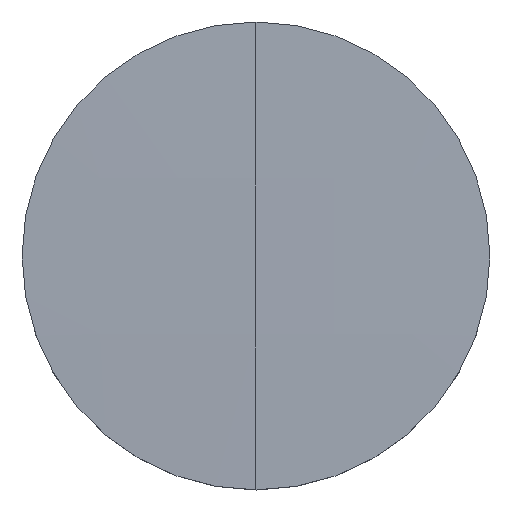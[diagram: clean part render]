
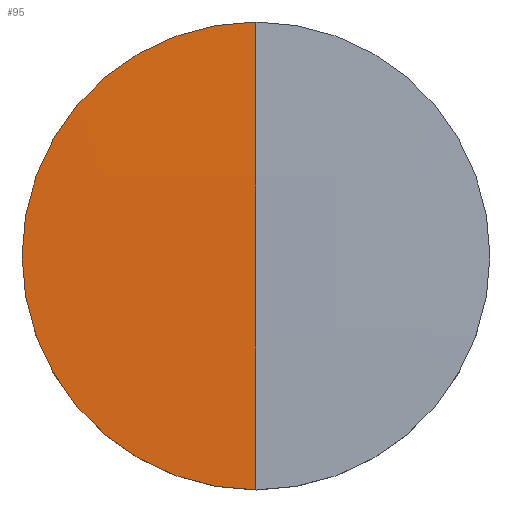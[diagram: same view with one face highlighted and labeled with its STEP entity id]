
A CAD part, top view. The second image highlights one B-rep face of the part: STEP entity #95.
In plain terms, the highlighted free-form (B-spline) face has degree [3, 3] with [4, 4] control points.
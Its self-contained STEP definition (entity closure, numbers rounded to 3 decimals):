
#9 = DIRECTION ( 'NONE',  ( 0., -1., 0. ) ) ;
#10 = CARTESIAN_POINT ( 'NONE',  ( 0., 12.852, 3.886 ) ) ;
#14 = CARTESIAN_POINT ( 'NONE',  ( 0., -12.7, 3.889 ) ) ;
#32 = DIRECTION ( 'NONE',  ( -1., 0., 0. ) ) ;
#34 = CARTESIAN_POINT ( 'NONE',  ( -8.518, 4.285, 4. ) ) ;
#35 = CARTESIAN_POINT ( 'NONE',  ( -4.258, 12.852, 3.886 ) ) ;
#51 = CARTESIAN_POINT ( 'NONE',  ( -12.777, 4.285, 3.925 ) ) ;
#52 = CARTESIAN_POINT ( 'NONE',  ( -8.518, -4.285, 4. ) ) ;
#57 = DIRECTION ( 'NONE',  ( 1., 0., 0. ) ) ;
#58 = DIRECTION ( 'NONE',  ( 1., 0., 0. ) ) ;
#68 = EDGE_CURVE ( 'NONE', #220, #187, #243, .T. ) ;
#72 = AXIS2_PLACEMENT_3D ( 'NONE', #269, #266, #58 ) ;
#73 = CARTESIAN_POINT ( 'NONE',  ( 0., -4.285, 4.038 ) ) ;
#74 = CIRCLE ( 'NONE', #72, 12.7 ) ;
#76 = CARTESIAN_POINT ( 'NONE',  ( 0., -12.852, 3.886 ) ) ;
#81 = DIRECTION ( 'NONE',  ( 0., 0., -1. ) ) ;
#94 = ORIENTED_EDGE ( 'NONE', *, *, #192, .F. ) ;
#95 = ADVANCED_FACE ( 'NONE', ( #182 ), #215, .T. ) ;
#99 = CARTESIAN_POINT ( 'NONE',  ( -8.517, -12.852, 3.849 ) ) ;
#125 = CARTESIAN_POINT ( 'NONE',  ( 0., 4.285, 4.038 ) ) ;
#135 = AXIS2_PLACEMENT_3D ( 'NONE', #154, #81, #57 ) ;
#147 = CARTESIAN_POINT ( 'NONE',  ( -12.774, 12.852, 3.774 ) ) ;
#154 = CARTESIAN_POINT ( 'NONE',  ( 0., 0., 3.889 ) ) ;
#155 = CARTESIAN_POINT ( 'NONE',  ( -12.7, 0., 3.889 ) ) ;
#160 = ORIENTED_EDGE ( 'NONE', *, *, #274, .F. ) ;
#166 = CIRCLE ( 'NONE', #135, 12.7 ) ;
#168 = ORIENTED_EDGE ( 'NONE', *, *, #68, .T. ) ;
#182 = FACE_OUTER_BOUND ( 'NONE', #246, .T. ) ;
#187 = VERTEX_POINT ( 'NONE', #259 ) ;
#192 = EDGE_CURVE ( 'NONE', #204, #187, #74, .T. ) ;
#204 = VERTEX_POINT ( 'NONE', #155 ) ;
#205 = CARTESIAN_POINT ( 'NONE',  ( -4.258, -12.852, 3.886 ) ) ;
#215 =( BOUNDED_SURFACE ( )  B_SPLINE_SURFACE ( 3, 3, ( 
 ( #76, #205, #99, #256 ),
 ( #73, #234, #52, #231 ),
 ( #125, #285, #34, #51 ),
 ( #10, #35, #282, #147 ) ),
 .UNSPECIFIED., .F., .F., .T. ) 
 B_SPLINE_SURFACE_WITH_KNOTS ( ( 4, 4 ),
 ( 4, 4 ),
 ( 0., 1. ),
 ( 0., 1. ),
 .UNSPECIFIED. ) 
 GEOMETRIC_REPRESENTATION_ITEM ( )  RATIONAL_B_SPLINE_SURFACE ( (
 ( 1., 1., 1., 1.),
 ( 1., 1., 1., 1.),
 ( 1., 1., 1., 1.),
 ( 1., 1., 1., 1.) ) ) 
 REPRESENTATION_ITEM ( '' )  SURFACE ( )  );
#220 = VERTEX_POINT ( 'NONE', #14 ) ;
#224 = CARTESIAN_POINT ( 'NONE',  ( 0., 0., -721.5 ) ) ;
#231 = CARTESIAN_POINT ( 'NONE',  ( -12.777, -4.285, 3.925 ) ) ;
#234 = CARTESIAN_POINT ( 'NONE',  ( -4.259, -4.285, 4.038 ) ) ;
#243 = CIRCLE ( 'NONE', #294, 725.5 ) ;
#246 = EDGE_LOOP ( 'NONE', ( #160, #168, #94 ) ) ;
#256 = CARTESIAN_POINT ( 'NONE',  ( -12.774, -12.852, 3.774 ) ) ;
#259 = CARTESIAN_POINT ( 'NONE',  ( 0., 12.7, 3.889 ) ) ;
#266 = DIRECTION ( 'NONE',  ( 0., 0., -1. ) ) ;
#269 = CARTESIAN_POINT ( 'NONE',  ( 0., 0., 3.889 ) ) ;
#274 = EDGE_CURVE ( 'NONE', #220, #204, #166, .T. ) ;
#282 = CARTESIAN_POINT ( 'NONE',  ( -8.517, 12.852, 3.849 ) ) ;
#285 = CARTESIAN_POINT ( 'NONE',  ( -4.259, 4.285, 4.038 ) ) ;
#294 = AXIS2_PLACEMENT_3D ( 'NONE', #224, #32, #9 ) ;
